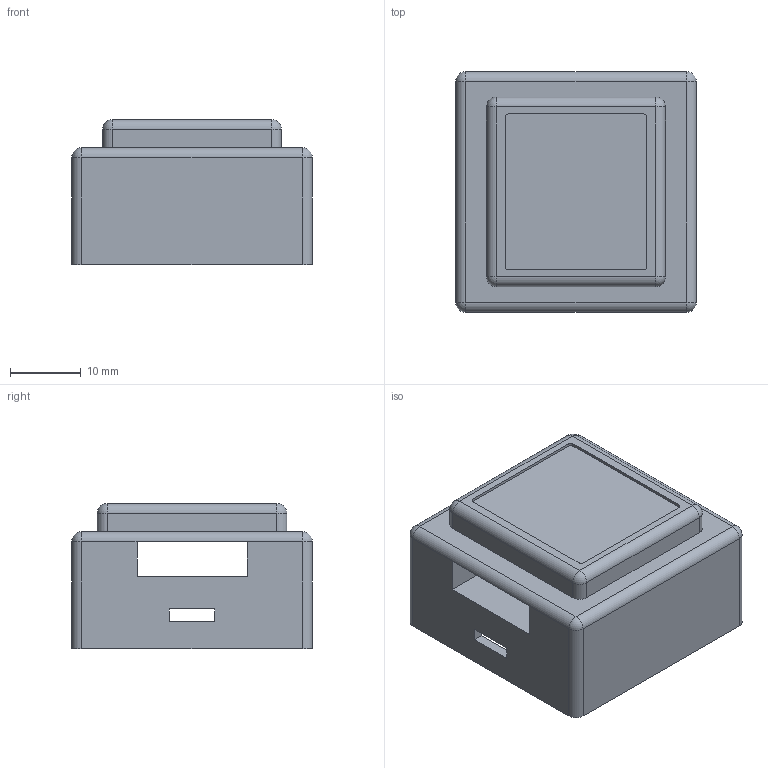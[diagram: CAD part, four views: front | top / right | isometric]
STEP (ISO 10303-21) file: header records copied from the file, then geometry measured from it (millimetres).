
FILE_DESCRIPTION(('STEP AP203'), '1');
FILE_NAME('ST_WiSe_Cover_V1_12.5', '', ('UNSPECIFIED'), ('UNSPECIFIED'), 'C3D Converter', 'C3D Toolkit', '');
FILE_SCHEMA(('CONFIG_CONTROL_DESIGN'));
Length unit declared in the file: millimetre
Bounding box: 34 x 34 x 20.5 mm (x, y, z)
Volume: 4525 mm3; surface area: 7315.4 mm2
Topology: 1 solids, 1 shells, 85 faces, 226 edges, 136 vertices
Faces by surface type: plane 57, cylinder 20, sphere 8
Entity records: 3264 total; most frequent: CARTESIAN_POINT 440, ORIENTED_EDGE 436, DIRECTION 430, EDGE_CURVE 218, LINE 178, VECTOR 178, VERTEX_POINT 136, AXIS2_PLACEMENT_3D 126
